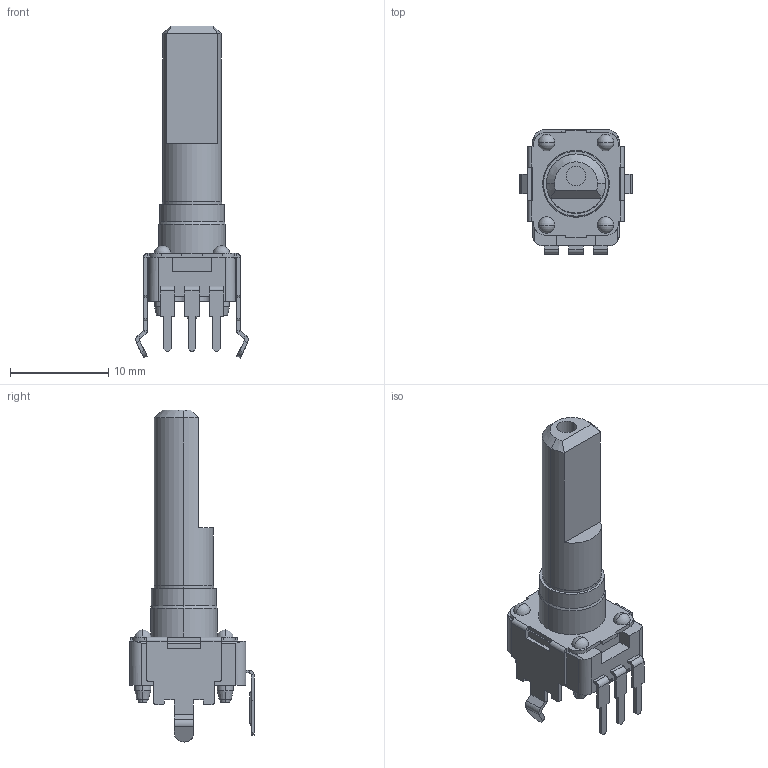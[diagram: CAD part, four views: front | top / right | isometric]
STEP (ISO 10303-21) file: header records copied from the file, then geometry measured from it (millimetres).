
FILE_DESCRIPTION (( 'STEP AP214' ), '1' );
FILE_NAME ('RK09D1130-F30.STEP', '2019-11-06T07:39:04', ( '' ), ( '' ), 'SwSTEP 2.0', 'SolidWorks 2017', '' );
FILE_SCHEMA (( 'AUTOMOTIVE_DESIGN' ));
Length unit declared in the file: millimetre
Products named in the file (1): RK09D1130-F30
Bounding box: 11.45 x 12.65 x 33.8 mm (x, y, z)
Volume: 1154.8 mm3; surface area: 1208.6 mm2
Topology: 1 solids, 1 shells, 333 faces, 827 edges, 505 vertices
Faces by surface type: plane 201, cylinder 91, cone 27, sphere 14
Entity records: 13364 total; most frequent: DIRECTION 1713, CARTESIAN_POINT 1670, ORIENTED_EDGE 1626, EDGE_CURVE 813, AXIS2_PLACEMENT_3D 572, VECTOR 569, LINE 569, VERTEX_POINT 505
